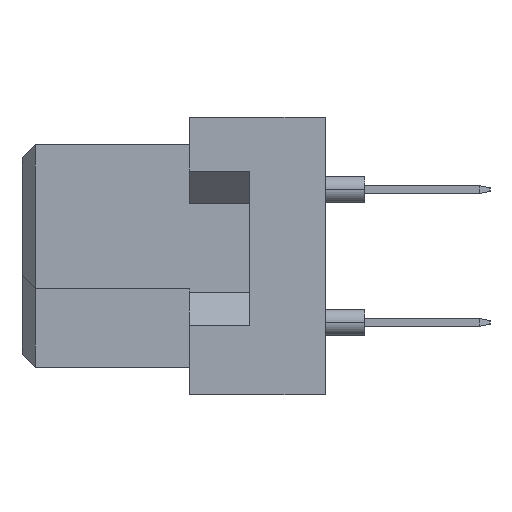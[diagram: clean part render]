
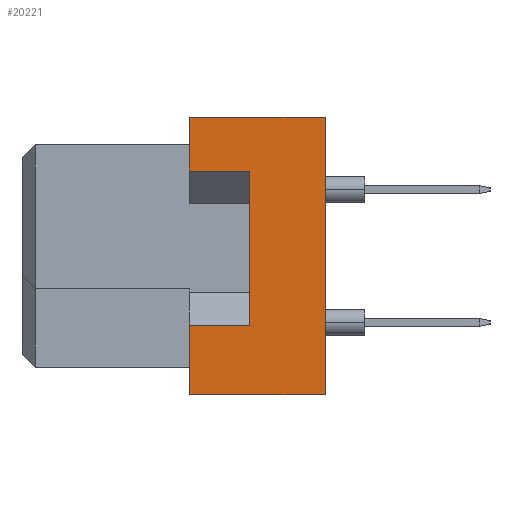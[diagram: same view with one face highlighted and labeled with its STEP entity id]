
A CAD part, left-side view. The second image highlights one B-rep face of the part: STEP entity #20221.
In plain terms, the highlighted planar face has unit normal (-1, 0, 0).
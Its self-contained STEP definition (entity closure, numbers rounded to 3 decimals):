
#388 = VECTOR ( 'NONE', #2873, 1000. ) ;
#457 = VERTEX_POINT ( 'NONE', #17347 ) ;
#544 = EDGE_CURVE ( 'NONE', #2726, #16378, #10958, .T. ) ;
#646 = VECTOR ( 'NONE', #13626, 1000. ) ;
#970 = FACE_OUTER_BOUND ( 'NONE', #12893, .T. ) ;
#1366 = CARTESIAN_POINT ( 'NONE',  ( -27.5, -6.4, -5.3 ) ) ;
#2254 = ORIENTED_EDGE ( 'NONE', *, *, #7718, .F. ) ;
#2396 = CARTESIAN_POINT ( 'NONE',  ( -27.5, -11.6, 5.3 ) ) ;
#2661 = CARTESIAN_POINT ( 'NONE',  ( -27.5, -6.4, -5.3 ) ) ;
#2726 = VERTEX_POINT ( 'NONE', #1366 ) ;
#2873 = DIRECTION ( 'NONE',  ( 0., 0., 1. ) ) ;
#2976 = VECTOR ( 'NONE', #19374, 1000. ) ;
#3045 = EDGE_CURVE ( 'NONE', #15968, #457, #4744, .T. ) ;
#3259 = DIRECTION ( 'NONE',  ( 0., 1., 0. ) ) ;
#3271 = CARTESIAN_POINT ( 'NONE',  ( -27.5, -11.6, -5.3 ) ) ;
#3707 = DIRECTION ( 'NONE',  ( 0., 1., 0. ) ) ;
#4417 = CARTESIAN_POINT ( 'NONE',  ( -27.5, -6.4, -2.65 ) ) ;
#4744 = LINE ( 'NONE', #6342, #16870 ) ;
#4933 = CARTESIAN_POINT ( 'NONE',  ( -27.5, -6.4, 5.3 ) ) ;
#4987 = ORIENTED_EDGE ( 'NONE', *, *, #8145, .T. ) ;
#5213 = EDGE_CURVE ( 'NONE', #20252, #15968, #12577, .T. ) ;
#5572 = VERTEX_POINT ( 'NONE', #3271 ) ;
#5584 = DIRECTION ( 'NONE',  ( 0., 1., 0. ) ) ;
#5733 = EDGE_CURVE ( 'NONE', #5965, #5985, #10485, .T. ) ;
#5965 = VERTEX_POINT ( 'NONE', #17710 ) ;
#5985 = VERTEX_POINT ( 'NONE', #4933 ) ;
#6342 = CARTESIAN_POINT ( 'NONE',  ( -27.5, -8.7, 3.25 ) ) ;
#6721 = LINE ( 'NONE', #14911, #646 ) ;
#7718 = EDGE_CURVE ( 'NONE', #457, #5985, #6721, .T. ) ;
#7773 = CARTESIAN_POINT ( 'NONE',  ( -27.5, -11.6, 5.3 ) ) ;
#7992 = ORIENTED_EDGE ( 'NONE', *, *, #5213, .F. ) ;
#8091 = EDGE_CURVE ( 'NONE', #5572, #5965, #9351, .T. ) ;
#8145 = EDGE_CURVE ( 'NONE', #20252, #16378, #11795, .T. ) ;
#8155 = VECTOR ( 'NONE', #5584, 1000. ) ;
#9351 = LINE ( 'NONE', #7773, #20034 ) ;
#9405 = ORIENTED_EDGE ( 'NONE', *, *, #5733, .T. ) ;
#10260 = ORIENTED_EDGE ( 'NONE', *, *, #8091, .T. ) ;
#10485 = LINE ( 'NONE', #2396, #8155 ) ;
#10709 = ORIENTED_EDGE ( 'NONE', *, *, #3045, .F. ) ;
#10958 = LINE ( 'NONE', #2661, #388 ) ;
#11546 = VECTOR ( 'NONE', #3707, 1000. ) ;
#11672 = VECTOR ( 'NONE', #19635, 1000. ) ;
#11795 = LINE ( 'NONE', #16488, #11546 ) ;
#12577 = LINE ( 'NONE', #17472, #2976 ) ;
#12893 = EDGE_LOOP ( 'NONE', ( #4987, #15081, #19849, #10260, #9405, #2254, #10709, #7992 ) ) ;
#13626 = DIRECTION ( 'NONE',  ( 0., 0., 1. ) ) ;
#13844 = PLANE ( 'NONE',  #16440 ) ;
#14253 = DIRECTION ( 'NONE',  ( 0., 0., 1. ) ) ;
#14264 = DIRECTION ( 'NONE',  ( -1., 0., 0. ) ) ;
#14639 = LINE ( 'NONE', #19531, #11672 ) ;
#14911 = CARTESIAN_POINT ( 'NONE',  ( -27.5, -6.4, -5.3 ) ) ;
#15081 = ORIENTED_EDGE ( 'NONE', *, *, #544, .F. ) ;
#15537 = CARTESIAN_POINT ( 'NONE',  ( -27.5, -8.7, -2.65 ) ) ;
#15645 = CARTESIAN_POINT ( 'NONE',  ( -27.5, -11.6, 5.3 ) ) ;
#15832 = CARTESIAN_POINT ( 'NONE',  ( -27.5, -8.7, 3.25 ) ) ;
#15968 = VERTEX_POINT ( 'NONE', #15832 ) ;
#16378 = VERTEX_POINT ( 'NONE', #4417 ) ;
#16440 = AXIS2_PLACEMENT_3D ( 'NONE', #15645, #14264, #20748 ) ;
#16488 = CARTESIAN_POINT ( 'NONE',  ( -27.5, -8.7, -2.65 ) ) ;
#16870 = VECTOR ( 'NONE', #3259, 1000. ) ;
#17347 = CARTESIAN_POINT ( 'NONE',  ( -27.5, -6.4, 3.25 ) ) ;
#17472 = CARTESIAN_POINT ( 'NONE',  ( -27.5, -8.7, -2.65 ) ) ;
#17710 = CARTESIAN_POINT ( 'NONE',  ( -27.5, -11.6, 5.3 ) ) ;
#19374 = DIRECTION ( 'NONE',  ( 0., 0., 1. ) ) ;
#19531 = CARTESIAN_POINT ( 'NONE',  ( -27.5, -11.6, -5.3 ) ) ;
#19635 = DIRECTION ( 'NONE',  ( 0., 1., 0. ) ) ;
#19662 = EDGE_CURVE ( 'NONE', #5572, #2726, #14639, .T. ) ;
#19849 = ORIENTED_EDGE ( 'NONE', *, *, #19662, .F. ) ;
#20034 = VECTOR ( 'NONE', #14253, 1000. ) ;
#20221 = ADVANCED_FACE ( 'NONE', ( #970 ), #13844, .T. ) ;
#20252 = VERTEX_POINT ( 'NONE', #15537 ) ;
#20748 = DIRECTION ( 'NONE',  ( 0., 0., 1. ) ) ;
